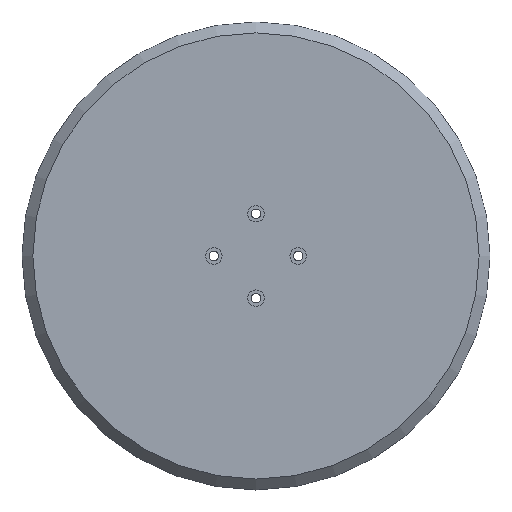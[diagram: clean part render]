
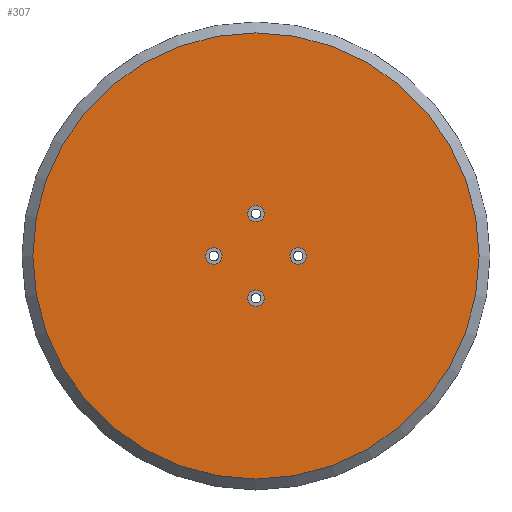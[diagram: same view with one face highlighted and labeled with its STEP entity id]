
A CAD part, top view. The second image highlights one B-rep face of the part: STEP entity #307.
In plain terms, the highlighted planar face has unit normal (0, 0, 1).
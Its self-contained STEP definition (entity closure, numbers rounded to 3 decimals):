
#59=FACE_BOUND('',#101,.T.);
#60=FACE_BOUND('',#102,.T.);
#61=FACE_BOUND('',#103,.T.);
#62=FACE_BOUND('',#104,.T.);
#74=FACE_OUTER_BOUND('',#100,.T.);
#100=EDGE_LOOP('',(#242));
#101=EDGE_LOOP('',(#243));
#102=EDGE_LOOP('',(#244));
#103=EDGE_LOOP('',(#245));
#104=EDGE_LOOP('',(#246));
#133=CIRCLE('',#359,82.035);
#137=CIRCLE('',#365,3.);
#138=CIRCLE('',#366,3.);
#139=CIRCLE('',#367,3.);
#140=CIRCLE('',#368,3.);
#159=VERTEX_POINT('',#527);
#163=VERTEX_POINT('',#539);
#164=VERTEX_POINT('',#541);
#165=VERTEX_POINT('',#543);
#166=VERTEX_POINT('',#545);
#187=EDGE_CURVE('',#159,#159,#133,.T.);
#193=EDGE_CURVE('',#163,#163,#137,.T.);
#194=EDGE_CURVE('',#164,#164,#138,.T.);
#195=EDGE_CURVE('',#165,#165,#139,.T.);
#196=EDGE_CURVE('',#166,#166,#140,.T.);
#242=ORIENTED_EDGE('',*,*,#187,.F.);
#243=ORIENTED_EDGE('',*,*,#193,.T.);
#244=ORIENTED_EDGE('',*,*,#194,.T.);
#245=ORIENTED_EDGE('',*,*,#195,.T.);
#246=ORIENTED_EDGE('',*,*,#196,.T.);
#295=PLANE('',#364);
#307=ADVANCED_FACE('',(#74,#59,#60,#61,#62),#295,.T.);
#359=AXIS2_PLACEMENT_3D('',#528,#424,#425);
#364=AXIS2_PLACEMENT_3D('',#538,#436,#437);
#365=AXIS2_PLACEMENT_3D('',#540,#438,#439);
#366=AXIS2_PLACEMENT_3D('',#542,#440,#441);
#367=AXIS2_PLACEMENT_3D('',#544,#442,#443);
#368=AXIS2_PLACEMENT_3D('',#546,#444,#445);
#424=DIRECTION('center_axis',(0.,0.,-1.));
#425=DIRECTION('ref_axis',(-1.,0.,0.));
#436=DIRECTION('center_axis',(0.,0.,1.));
#437=DIRECTION('ref_axis',(1.,0.,0.));
#438=DIRECTION('center_axis',(0.,0.,-1.));
#439=DIRECTION('ref_axis',(1.,0.,0.));
#440=DIRECTION('center_axis',(0.,0.,-1.));
#441=DIRECTION('ref_axis',(1.,0.,0.));
#442=DIRECTION('center_axis',(0.,0.,-1.));
#443=DIRECTION('ref_axis',(1.,0.,0.));
#444=DIRECTION('center_axis',(0.,0.,-1.));
#445=DIRECTION('ref_axis',(1.,0.,0.));
#527=CARTESIAN_POINT('',(82.035,0.,10.));
#528=CARTESIAN_POINT('Origin',(0.,0.,10.));
#538=CARTESIAN_POINT('Origin',(0.,0.,10.));
#539=CARTESIAN_POINT('',(-3.,-15.5,10.));
#540=CARTESIAN_POINT('Origin',(0.,-15.5,10.));
#541=CARTESIAN_POINT('',(12.5,0.,10.));
#542=CARTESIAN_POINT('Origin',(15.5,0.,10.));
#543=CARTESIAN_POINT('',(-18.5,0.,10.));
#544=CARTESIAN_POINT('Origin',(-15.5,0.,10.));
#545=CARTESIAN_POINT('',(-3.,15.5,10.));
#546=CARTESIAN_POINT('Origin',(0.,15.5,10.));
